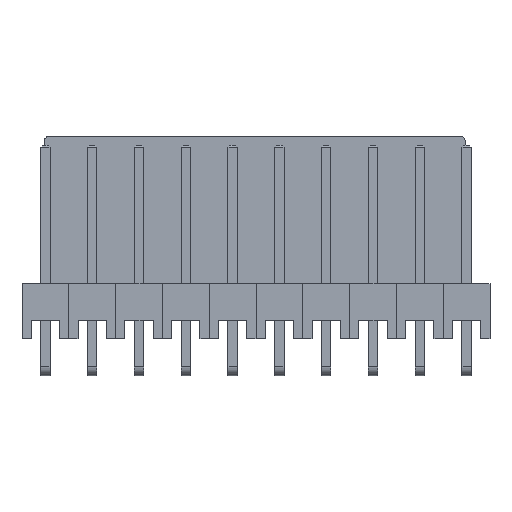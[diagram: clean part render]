
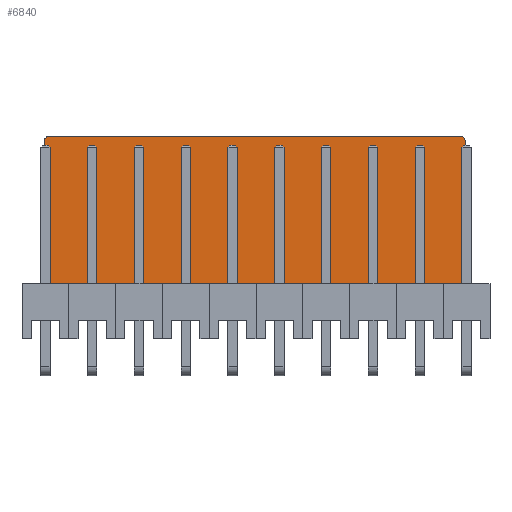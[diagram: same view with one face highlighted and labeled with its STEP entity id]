
A CAD part, front view. The second image highlights one B-rep face of the part: STEP entity #6840.
In plain terms, the highlighted face is planar.
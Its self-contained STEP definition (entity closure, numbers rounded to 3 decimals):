
#6490 = PLANE('',#6491);
#6491 = AXIS2_PLACEMENT_3D('',#6492,#6493,#6494);
#6492 = CARTESIAN_POINT('',(24.06,3.,0.));
#6493 = DIRECTION('',(-1.,0.,0.));
#6494 = DIRECTION('',(0.,1.,0.));
#6515 = VERTEX_POINT('',#6516);
#6516 = CARTESIAN_POINT('',(24.06,3.,1.));
#6530 = PLANE('',#6531);
#6531 = AXIS2_PLACEMENT_3D('',#6532,#6533,#6534);
#6532 = CARTESIAN_POINT('',(1.2,3.,0.));
#6533 = DIRECTION('',(0.,1.,0.));
#6534 = DIRECTION('',(1.,0.,0.));
#6542 = EDGE_CURVE('',#6515,#6543,#6545,.T.);
#6543 = VERTEX_POINT('',#6544);
#6544 = CARTESIAN_POINT('',(24.06,10.7,1.));
#6545 = SURFACE_CURVE('',#6546,(#6550,#6557),.PCURVE_S1.);
#6546 = LINE('',#6547,#6548);
#6547 = CARTESIAN_POINT('',(24.06,3.,1.));
#6548 = VECTOR('',#6549,1.);
#6549 = DIRECTION('',(0.,1.,0.));
#6550 = PCURVE('',#6490,#6551);
#6551 = DEFINITIONAL_REPRESENTATION('',(#6552),#6556);
#6552 = LINE('',#6553,#6554);
#6553 = CARTESIAN_POINT('',(0.,-1.));
#6554 = VECTOR('',#6555,1.);
#6555 = DIRECTION('',(1.,0.));
#6556 = ( GEOMETRIC_REPRESENTATION_CONTEXT(2) 
PARAMETRIC_REPRESENTATION_CONTEXT() REPRESENTATION_CONTEXT('2D SPACE',''
  ) );
#6557 = PCURVE('',#6558,#6563);
#6558 = PLANE('',#6559);
#6559 = AXIS2_PLACEMENT_3D('',#6560,#6561,#6562);
#6560 = CARTESIAN_POINT('',(24.06,3.,1.));
#6561 = DIRECTION('',(0.,0.,-1.));
#6562 = DIRECTION('',(0.,1.,0.));
#6563 = DEFINITIONAL_REPRESENTATION('',(#6564),#6568);
#6564 = LINE('',#6565,#6566);
#6565 = CARTESIAN_POINT('',(0.,0.));
#6566 = VECTOR('',#6567,1.);
#6567 = DIRECTION('',(1.,0.));
#6568 = ( GEOMETRIC_REPRESENTATION_CONTEXT(2) 
PARAMETRIC_REPRESENTATION_CONTEXT() REPRESENTATION_CONTEXT('2D SPACE',''
  ) );
#6584 = CYLINDRICAL_SURFACE('',#6585,0.3);
#6585 = AXIS2_PLACEMENT_3D('',#6586,#6587,#6588);
#6586 = CARTESIAN_POINT('',(23.76,10.7,0.));
#6587 = DIRECTION('',(0.,0.,1.));
#6588 = DIRECTION('',(1.,0.,-0.));
#6639 = PLANE('',#6640);
#6640 = AXIS2_PLACEMENT_3D('',#6641,#6642,#6643);
#6641 = CARTESIAN_POINT('',(1.2,11.,0.));
#6642 = DIRECTION('',(1.,0.,0.));
#6643 = DIRECTION('',(0.,-1.,0.));
#6672 = CYLINDRICAL_SURFACE('',#6673,0.3);
#6673 = AXIS2_PLACEMENT_3D('',#6674,#6675,#6676);
#6674 = CARTESIAN_POINT('',(1.5,10.7,0.));
#6675 = DIRECTION('',(0.,0.,1.));
#6676 = DIRECTION('',(-0.,1.,0.));
#6700 = PLANE('',#6701);
#6701 = AXIS2_PLACEMENT_3D('',#6702,#6703,#6704);
#6702 = CARTESIAN_POINT('',(24.06,11.,0.));
#6703 = DIRECTION('',(0.,-1.,0.));
#6704 = DIRECTION('',(-1.,0.,0.));
#6743 = VERTEX_POINT('',#6744);
#6744 = CARTESIAN_POINT('',(23.76,11.,1.));
#6765 = EDGE_CURVE('',#6543,#6743,#6766,.T.);
#6766 = SURFACE_CURVE('',#6767,(#6772,#6779),.PCURVE_S1.);
#6767 = CIRCLE('',#6768,0.3);
#6768 = AXIS2_PLACEMENT_3D('',#6769,#6770,#6771);
#6769 = CARTESIAN_POINT('',(23.76,10.7,1.));
#6770 = DIRECTION('',(0.,0.,1.));
#6771 = DIRECTION('',(0.,-1.,0.));
#6772 = PCURVE('',#6584,#6773);
#6773 = DEFINITIONAL_REPRESENTATION('',(#6774),#6778);
#6774 = LINE('',#6775,#6776);
#6775 = CARTESIAN_POINT('',(-1.571,1.));
#6776 = VECTOR('',#6777,1.);
#6777 = DIRECTION('',(1.,0.));
#6778 = ( GEOMETRIC_REPRESENTATION_CONTEXT(2) 
PARAMETRIC_REPRESENTATION_CONTEXT() REPRESENTATION_CONTEXT('2D SPACE',''
  ) );
#6779 = PCURVE('',#6558,#6780);
#6780 = DEFINITIONAL_REPRESENTATION('',(#6781),#6789);
#6781 = ( BOUNDED_CURVE() B_SPLINE_CURVE(2,(#6782,#6783,#6784,#6785,
#6786,#6787,#6788),.UNSPECIFIED.,.F.,.F.) B_SPLINE_CURVE_WITH_KNOTS((1,2
    ,2,2,2,1),(-2.094,0.,2.094,4.189,
6.283,8.378),.UNSPECIFIED.) CURVE() 
GEOMETRIC_REPRESENTATION_ITEM() RATIONAL_B_SPLINE_CURVE((1.,0.5,1.,0.5,
1.,0.5,1.)) REPRESENTATION_ITEM('') );
#6782 = CARTESIAN_POINT('',(7.4,-0.3));
#6783 = CARTESIAN_POINT('',(7.4,0.22));
#6784 = CARTESIAN_POINT('',(7.85,-0.04));
#6785 = CARTESIAN_POINT('',(8.3,-0.3));
#6786 = CARTESIAN_POINT('',(7.85,-0.56));
#6787 = CARTESIAN_POINT('',(7.4,-0.82));
#6788 = CARTESIAN_POINT('',(7.4,-0.3));
#6789 = ( GEOMETRIC_REPRESENTATION_CONTEXT(2) 
PARAMETRIC_REPRESENTATION_CONTEXT() REPRESENTATION_CONTEXT('2D SPACE',''
  ) );
#6796 = VERTEX_POINT('',#6797);
#6797 = CARTESIAN_POINT('',(1.2,3.,1.));
#6818 = EDGE_CURVE('',#6796,#6515,#6819,.T.);
#6819 = SURFACE_CURVE('',#6820,(#6824,#6831),.PCURVE_S1.);
#6820 = LINE('',#6821,#6822);
#6821 = CARTESIAN_POINT('',(1.2,3.,1.));
#6822 = VECTOR('',#6823,1.);
#6823 = DIRECTION('',(1.,0.,0.));
#6824 = PCURVE('',#6530,#6825);
#6825 = DEFINITIONAL_REPRESENTATION('',(#6826),#6830);
#6826 = LINE('',#6827,#6828);
#6827 = CARTESIAN_POINT('',(0.,-1.));
#6828 = VECTOR('',#6829,1.);
#6829 = DIRECTION('',(1.,0.));
#6830 = ( GEOMETRIC_REPRESENTATION_CONTEXT(2) 
PARAMETRIC_REPRESENTATION_CONTEXT() REPRESENTATION_CONTEXT('2D SPACE',''
  ) );
#6831 = PCURVE('',#6558,#6832);
#6832 = DEFINITIONAL_REPRESENTATION('',(#6833),#6837);
#6833 = LINE('',#6834,#6835);
#6834 = CARTESIAN_POINT('',(0.,-22.86));
#6835 = VECTOR('',#6836,1.);
#6836 = DIRECTION('',(0.,1.));
#6837 = ( GEOMETRIC_REPRESENTATION_CONTEXT(2) 
PARAMETRIC_REPRESENTATION_CONTEXT() REPRESENTATION_CONTEXT('2D SPACE',''
  ) );
#6840 = ADVANCED_FACE('',(#6841),#6558,.F.);
#6841 = FACE_BOUND('',#6842,.F.);
#6842 = EDGE_LOOP('',(#6843,#6844,#6845,#6868,#6896,#6917));
#6843 = ORIENTED_EDGE('',*,*,#6542,.F.);
#6844 = ORIENTED_EDGE('',*,*,#6818,.F.);
#6845 = ORIENTED_EDGE('',*,*,#6846,.F.);
#6846 = EDGE_CURVE('',#6847,#6796,#6849,.T.);
#6847 = VERTEX_POINT('',#6848);
#6848 = CARTESIAN_POINT('',(1.2,10.7,1.));
#6849 = SURFACE_CURVE('',#6850,(#6854,#6861),.PCURVE_S1.);
#6850 = LINE('',#6851,#6852);
#6851 = CARTESIAN_POINT('',(1.2,11.,1.));
#6852 = VECTOR('',#6853,1.);
#6853 = DIRECTION('',(0.,-1.,0.));
#6854 = PCURVE('',#6558,#6855);
#6855 = DEFINITIONAL_REPRESENTATION('',(#6856),#6860);
#6856 = LINE('',#6857,#6858);
#6857 = CARTESIAN_POINT('',(8.,-22.86));
#6858 = VECTOR('',#6859,1.);
#6859 = DIRECTION('',(-1.,0.));
#6860 = ( GEOMETRIC_REPRESENTATION_CONTEXT(2) 
PARAMETRIC_REPRESENTATION_CONTEXT() REPRESENTATION_CONTEXT('2D SPACE',''
  ) );
#6861 = PCURVE('',#6639,#6862);
#6862 = DEFINITIONAL_REPRESENTATION('',(#6863),#6867);
#6863 = LINE('',#6864,#6865);
#6864 = CARTESIAN_POINT('',(0.,-1.));
#6865 = VECTOR('',#6866,1.);
#6866 = DIRECTION('',(1.,0.));
#6867 = ( GEOMETRIC_REPRESENTATION_CONTEXT(2) 
PARAMETRIC_REPRESENTATION_CONTEXT() REPRESENTATION_CONTEXT('2D SPACE',''
  ) );
#6868 = ORIENTED_EDGE('',*,*,#6869,.F.);
#6869 = EDGE_CURVE('',#6870,#6847,#6872,.T.);
#6870 = VERTEX_POINT('',#6871);
#6871 = CARTESIAN_POINT('',(1.5,11.,1.));
#6872 = SURFACE_CURVE('',#6873,(#6878,#6889),.PCURVE_S1.);
#6873 = CIRCLE('',#6874,0.3);
#6874 = AXIS2_PLACEMENT_3D('',#6875,#6876,#6877);
#6875 = CARTESIAN_POINT('',(1.5,10.7,1.));
#6876 = DIRECTION('',(0.,0.,1.));
#6877 = DIRECTION('',(0.,-1.,0.));
#6878 = PCURVE('',#6558,#6879);
#6879 = DEFINITIONAL_REPRESENTATION('',(#6880),#6888);
#6880 = ( BOUNDED_CURVE() B_SPLINE_CURVE(2,(#6881,#6882,#6883,#6884,
#6885,#6886,#6887),.UNSPECIFIED.,.F.,.F.) B_SPLINE_CURVE_WITH_KNOTS((1,2
    ,2,2,2,1),(-2.094,0.,2.094,4.189,
6.283,8.378),.UNSPECIFIED.) CURVE() 
GEOMETRIC_REPRESENTATION_ITEM() RATIONAL_B_SPLINE_CURVE((1.,0.5,1.,0.5,
1.,0.5,1.)) REPRESENTATION_ITEM('') );
#6881 = CARTESIAN_POINT('',(7.4,-22.56));
#6882 = CARTESIAN_POINT('',(7.4,-22.04));
#6883 = CARTESIAN_POINT('',(7.85,-22.3));
#6884 = CARTESIAN_POINT('',(8.3,-22.56));
#6885 = CARTESIAN_POINT('',(7.85,-22.82));
#6886 = CARTESIAN_POINT('',(7.4,-23.08));
#6887 = CARTESIAN_POINT('',(7.4,-22.56));
#6888 = ( GEOMETRIC_REPRESENTATION_CONTEXT(2) 
PARAMETRIC_REPRESENTATION_CONTEXT() REPRESENTATION_CONTEXT('2D SPACE',''
  ) );
#6889 = PCURVE('',#6672,#6890);
#6890 = DEFINITIONAL_REPRESENTATION('',(#6891),#6895);
#6891 = LINE('',#6892,#6893);
#6892 = CARTESIAN_POINT('',(-3.142,1.));
#6893 = VECTOR('',#6894,1.);
#6894 = DIRECTION('',(1.,0.));
#6895 = ( GEOMETRIC_REPRESENTATION_CONTEXT(2) 
PARAMETRIC_REPRESENTATION_CONTEXT() REPRESENTATION_CONTEXT('2D SPACE',''
  ) );
#6896 = ORIENTED_EDGE('',*,*,#6897,.F.);
#6897 = EDGE_CURVE('',#6743,#6870,#6898,.T.);
#6898 = SURFACE_CURVE('',#6899,(#6903,#6910),.PCURVE_S1.);
#6899 = LINE('',#6900,#6901);
#6900 = CARTESIAN_POINT('',(24.06,11.,1.));
#6901 = VECTOR('',#6902,1.);
#6902 = DIRECTION('',(-1.,0.,0.));
#6903 = PCURVE('',#6558,#6904);
#6904 = DEFINITIONAL_REPRESENTATION('',(#6905),#6909);
#6905 = LINE('',#6906,#6907);
#6906 = CARTESIAN_POINT('',(8.,0.));
#6907 = VECTOR('',#6908,1.);
#6908 = DIRECTION('',(0.,-1.));
#6909 = ( GEOMETRIC_REPRESENTATION_CONTEXT(2) 
PARAMETRIC_REPRESENTATION_CONTEXT() REPRESENTATION_CONTEXT('2D SPACE',''
  ) );
#6910 = PCURVE('',#6700,#6911);
#6911 = DEFINITIONAL_REPRESENTATION('',(#6912),#6916);
#6912 = LINE('',#6913,#6914);
#6913 = CARTESIAN_POINT('',(0.,-1.));
#6914 = VECTOR('',#6915,1.);
#6915 = DIRECTION('',(1.,0.));
#6916 = ( GEOMETRIC_REPRESENTATION_CONTEXT(2) 
PARAMETRIC_REPRESENTATION_CONTEXT() REPRESENTATION_CONTEXT('2D SPACE',''
  ) );
#6917 = ORIENTED_EDGE('',*,*,#6765,.F.);
